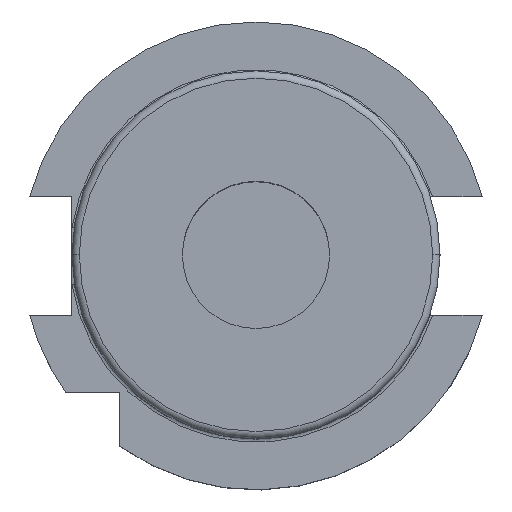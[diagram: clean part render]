
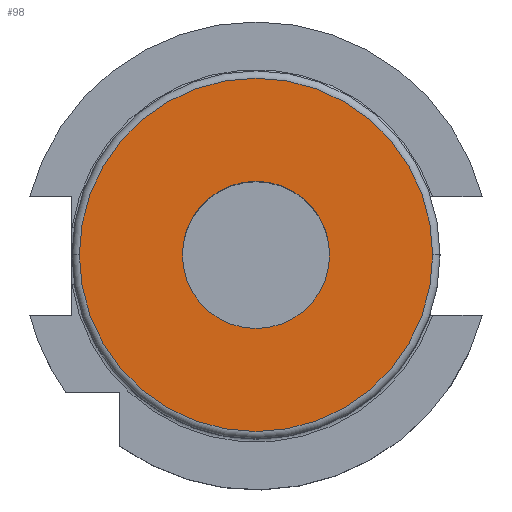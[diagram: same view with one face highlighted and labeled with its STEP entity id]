
A CAD part, top view. The second image highlights one B-rep face of the part: STEP entity #98.
In plain terms, the highlighted planar face has unit normal (0, 0, 1).
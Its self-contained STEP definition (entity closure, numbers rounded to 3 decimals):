
#36 = CARTESIAN_POINT ( 'NONE',  ( 0., 0., 100. ) ) ;
#95 = CARTESIAN_POINT ( 'NONE',  ( 24., 0., 100. ) ) ;
#98 = ADVANCED_FACE ( 'NONE', ( #805, #707 ), #522, .T. ) ;
#136 = ORIENTED_EDGE ( 'NONE', *, *, #175, .F. ) ;
#175 = EDGE_CURVE ( 'NONE', #774, #982, #1146, .T. ) ;
#210 = DIRECTION ( 'NONE',  ( -1., 0., 0. ) ) ;
#227 = DIRECTION ( 'NONE',  ( 0., 0., -1. ) ) ;
#422 = CARTESIAN_POINT ( 'NONE',  ( 0., 0., 100. ) ) ;
#474 = AXIS2_PLACEMENT_3D ( 'NONE', #36, #519, #1575 ) ;
#482 = CIRCLE ( 'NONE', #474, 24. ) ;
#519 = DIRECTION ( 'NONE',  ( 0., 0., -1. ) ) ;
#522 = PLANE ( 'NONE',  #1051 ) ;
#559 = ORIENTED_EDGE ( 'NONE', *, *, #1074, .F. ) ;
#590 = AXIS2_PLACEMENT_3D ( 'NONE', #1071, #227, #210 ) ;
#648 = DIRECTION ( 'NONE',  ( 1., 0., 0. ) ) ;
#684 = DIRECTION ( 'NONE',  ( 0., 0., 1. ) ) ;
#689 = CARTESIAN_POINT ( 'NONE',  ( -24., 0., 100. ) ) ;
#707 = FACE_OUTER_BOUND ( 'NONE', #1993, .T. ) ;
#774 = VERTEX_POINT ( 'NONE', #2117 ) ;
#805 = FACE_BOUND ( 'NONE', #1203, .T. ) ;
#982 = VERTEX_POINT ( 'NONE', #1193 ) ;
#1051 = AXIS2_PLACEMENT_3D ( 'NONE', #1367, #684, #1913 ) ;
#1071 = CARTESIAN_POINT ( 'NONE',  ( 0., 0., 100. ) ) ;
#1074 = EDGE_CURVE ( 'NONE', #1486, #1728, #482, .T. ) ;
#1146 = CIRCLE ( 'NONE', #1455, 10. ) ;
#1193 = CARTESIAN_POINT ( 'NONE',  ( 0., -10., 100. ) ) ;
#1203 = EDGE_LOOP ( 'NONE', ( #136, #1581 ) ) ;
#1346 = CIRCLE ( 'NONE', #590, 24. ) ;
#1367 = CARTESIAN_POINT ( 'NONE',  ( 0., 24., 100. ) ) ;
#1455 = AXIS2_PLACEMENT_3D ( 'NONE', #422, #1609, #2145 ) ;
#1486 = VERTEX_POINT ( 'NONE', #689 ) ;
#1528 = CIRCLE ( 'NONE', #1800, 10. ) ;
#1575 = DIRECTION ( 'NONE',  ( -1., 0., 0. ) ) ;
#1581 = ORIENTED_EDGE ( 'NONE', *, *, #2024, .F. ) ;
#1609 = DIRECTION ( 'NONE',  ( 0., 0., 1. ) ) ;
#1623 = EDGE_CURVE ( 'NONE', #1728, #1486, #1346, .T. ) ;
#1728 = VERTEX_POINT ( 'NONE', #95 ) ;
#1800 = AXIS2_PLACEMENT_3D ( 'NONE', #2015, #2184, #648 ) ;
#1913 = DIRECTION ( 'NONE',  ( 1., 0., 0. ) ) ;
#1918 = ORIENTED_EDGE ( 'NONE', *, *, #1623, .F. ) ;
#1993 = EDGE_LOOP ( 'NONE', ( #559, #1918 ) ) ;
#2015 = CARTESIAN_POINT ( 'NONE',  ( 0., 0., 100. ) ) ;
#2024 = EDGE_CURVE ( 'NONE', #982, #774, #1528, .T. ) ;
#2117 = CARTESIAN_POINT ( 'NONE',  ( 0., 10., 100. ) ) ;
#2145 = DIRECTION ( 'NONE',  ( 1., 0., 0. ) ) ;
#2184 = DIRECTION ( 'NONE',  ( 0., 0., 1. ) ) ;
